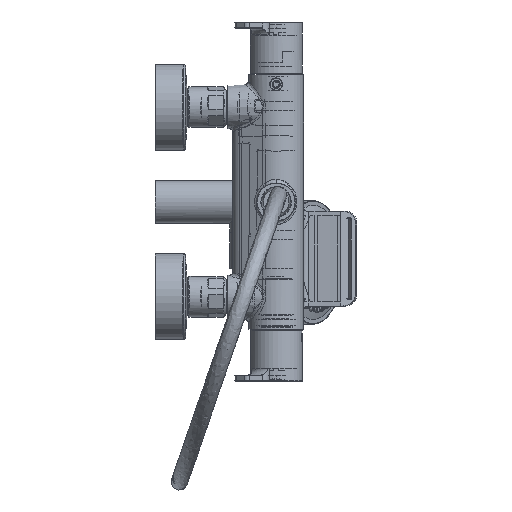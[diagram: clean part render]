
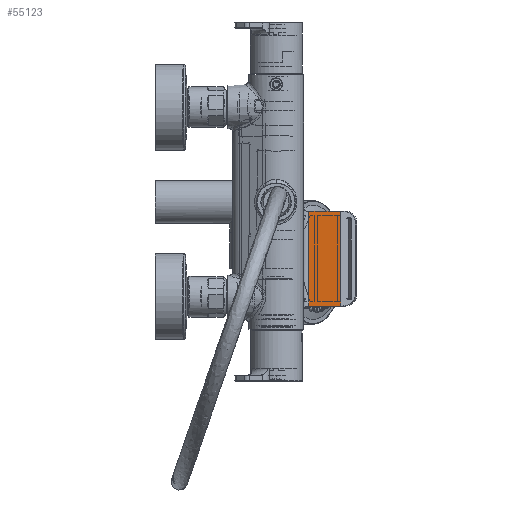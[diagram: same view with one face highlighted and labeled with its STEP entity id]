
A CAD part, front view. The second image highlights one B-rep face of the part: STEP entity #55123.
In plain terms, the highlighted cylindrical face has radius 284.75 mm (diameter 569.5 mm), a partial arc.
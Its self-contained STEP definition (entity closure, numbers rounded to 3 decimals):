
#3857 = DIRECTION ( 'NONE',  ( 0., 0., 1. ) ) ;
#3924 = ORIENTED_EDGE ( 'NONE', *, *, #20588, .F. ) ;
#6755 = CARTESIAN_POINT ( 'NONE',  ( 20.268, -278.764, -7.25 ) ) ;
#12716 = DIRECTION ( 'NONE',  ( 0., 1., 0. ) ) ;
#12818 = CARTESIAN_POINT ( 'NONE',  ( 50.945, 4.328, -93.1 ) ) ;
#13285 = CARTESIAN_POINT ( 'NONE',  ( 25.474, 5.938, -7.25 ) ) ;
#15312 = VERTEX_POINT ( 'NONE', #32881 ) ;
#18165 = DIRECTION ( 'NONE',  ( 0., 0., 1. ) ) ;
#20370 = EDGE_LOOP ( 'NONE', ( #62044, #37314, #3924, #49227 ) ) ;
#20588 = EDGE_CURVE ( 'NONE', #49887, #15312, #61997, .T. ) ;
#21532 = CIRCLE ( 'NONE', #34507, 284.75 ) ;
#22265 = CARTESIAN_POINT ( 'NONE',  ( 25.474, 5.938, -360.72 ) ) ;
#22742 = VECTOR ( 'NONE', #78197, 1000. ) ;
#27467 = EDGE_CURVE ( 'NONE', #29319, #62733, #72322, .T. ) ;
#29319 = VERTEX_POINT ( 'NONE', #13285 ) ;
#29707 = DIRECTION ( 'NONE',  ( 0., 1., 0. ) ) ;
#30439 = FACE_OUTER_BOUND ( 'NONE', #20370, .T. ) ;
#32346 = DIRECTION ( 'NONE',  ( 0., 0., -1. ) ) ;
#32881 = CARTESIAN_POINT ( 'NONE',  ( 50.945, 4.328, -81.75 ) ) ;
#34507 = AXIS2_PLACEMENT_3D ( 'NONE', #6755, #49918, #12716 ) ;
#37314 = ORIENTED_EDGE ( 'NONE', *, *, #47713, .F. ) ;
#39419 = CIRCLE ( 'NONE', #66318, 284.75 ) ;
#42997 = CARTESIAN_POINT ( 'NONE',  ( 50.945, 4.328, -7.25 ) ) ;
#47104 = VECTOR ( 'NONE', #32346, 1000. ) ;
#47713 = EDGE_CURVE ( 'NONE', #15312, #62733, #39419, .T. ) ;
#49100 = CARTESIAN_POINT ( 'NONE',  ( 20.268, -278.764, -93.1 ) ) ;
#49227 = ORIENTED_EDGE ( 'NONE', *, *, #55508, .F. ) ;
#49887 = VERTEX_POINT ( 'NONE', #42997 ) ;
#49918 = DIRECTION ( 'NONE',  ( 0., 0., -1. ) ) ;
#55123 = ADVANCED_FACE ( 'NONE', ( #30439 ), #58607, .F. ) ;
#55508 = EDGE_CURVE ( 'NONE', #29319, #49887, #21532, .T. ) ;
#58607 = CYLINDRICAL_SURFACE ( 'NONE', #72024, 284.75 ) ;
#61997 = LINE ( 'NONE', #12818, #47104 ) ;
#62044 = ORIENTED_EDGE ( 'NONE', *, *, #27467, .T. ) ;
#62733 = VERTEX_POINT ( 'NONE', #80348 ) ;
#66318 = AXIS2_PLACEMENT_3D ( 'NONE', #72879, #3857, #29707 ) ;
#68439 = DIRECTION ( 'NONE',  ( 0., 1., 0. ) ) ;
#72024 = AXIS2_PLACEMENT_3D ( 'NONE', #49100, #18165, #68439 ) ;
#72322 = LINE ( 'NONE', #22265, #22742 ) ;
#72879 = CARTESIAN_POINT ( 'NONE',  ( 20.268, -278.764, -81.75 ) ) ;
#78197 = DIRECTION ( 'NONE',  ( 0., 0., -1. ) ) ;
#80348 = CARTESIAN_POINT ( 'NONE',  ( 25.474, 5.938, -81.75 ) ) ;
